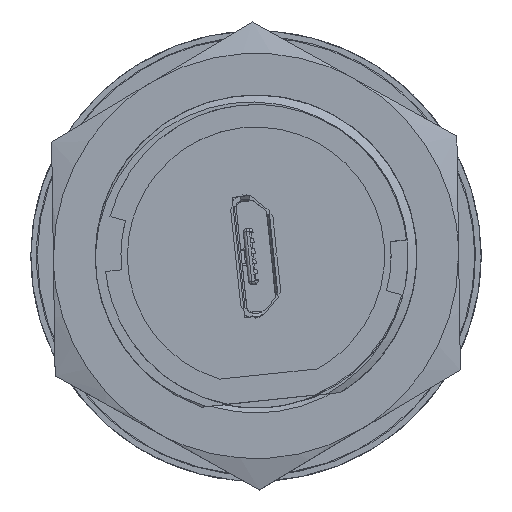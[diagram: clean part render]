
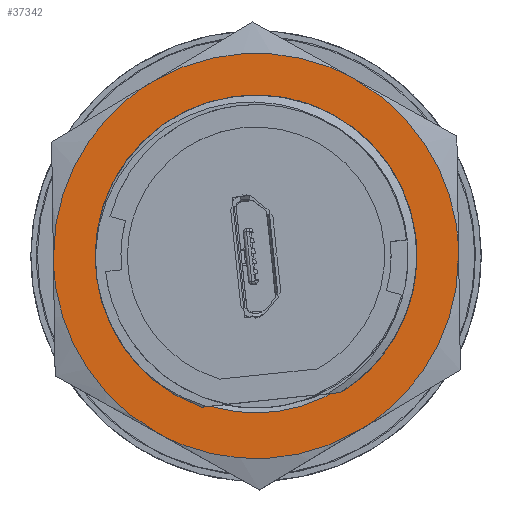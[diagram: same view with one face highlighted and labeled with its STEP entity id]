
A CAD part, top view. The second image highlights one B-rep face of the part: STEP entity #37342.
In plain terms, the highlighted free-form (B-spline) face has degree [1, 1] with [2, 2] control points.
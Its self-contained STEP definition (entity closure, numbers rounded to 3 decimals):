
#37007 = VERTEX_POINT('',#37008);
#37008 = CARTESIAN_POINT('',(-6.716,11.24,
    14.652));
#37057 = VERTEX_POINT('',#37058);
#37058 = CARTESIAN_POINT('',(6.376,11.436,
    14.652));
#37107 = VERTEX_POINT('',#37108);
#37108 = CARTESIAN_POINT('',(13.092,0.196,
    14.652));
#37157 = VERTEX_POINT('',#37158);
#37158 = CARTESIAN_POINT('',(6.716,-11.24,
    14.652));
#37207 = VERTEX_POINT('',#37208);
#37208 = CARTESIAN_POINT('',(-6.376,-11.436,
    14.652));
#37257 = VERTEX_POINT('',#37258);
#37258 = CARTESIAN_POINT('',(-13.092,-0.196,
    14.652));
#37342 = ADVANCED_FACE('',(#37343,#37357),#37395,.F.);
#37343 = FACE_BOUND('',#37344,.T.);
#37344 = EDGE_LOOP('',(#37345));
#37345 = ORIENTED_EDGE('',*,*,#37346,.T.);
#37346 = EDGE_CURVE('',#37347,#37347,#37349,.T.);
#37347 = VERTEX_POINT('',#37348);
#37348 = CARTESIAN_POINT('',(8.705,5.202,
    14.652));
#37349 = ( BOUNDED_CURVE() B_SPLINE_CURVE(2,(#37350,#37351,#37352,#37353
    ,#37354,#37355,#37356),.UNSPECIFIED.,.T.,.F.) 
B_SPLINE_CURVE_WITH_KNOTS((1,2,2,2,2,1),(-2.094,0.,
    2.094,4.189,6.283,8.378),
.UNSPECIFIED.) CURVE() GEOMETRIC_REPRESENTATION_ITEM() 
RATIONAL_B_SPLINE_CURVE((1.,0.5,1.,0.5,1.,0.5,1.)) REPRESENTATION_ITEM(
  '') );
#37350 = CARTESIAN_POINT('',(8.705,5.202,
    14.652));
#37351 = CARTESIAN_POINT('',(17.715,-9.876,
    14.652));
#37352 = CARTESIAN_POINT('',(0.152,-10.14,
    14.652));
#37353 = CARTESIAN_POINT('',(-17.41,-10.403,
    14.652));
#37354 = CARTESIAN_POINT('',(-8.857,4.938,
    14.652));
#37355 = CARTESIAN_POINT('',(-0.304,20.279,
    14.652));
#37356 = CARTESIAN_POINT('',(8.705,5.202,
    14.652));
#37357 = FACE_BOUND('',#37358,.T.);
#37358 = EDGE_LOOP('',(#37359,#37365,#37371,#37377,#37383,#37389));
#37359 = ORIENTED_EDGE('',*,*,#37360,.F.);
#37360 = EDGE_CURVE('',#37107,#37157,#37361,.T.);
#37361 = ( BOUNDED_CURVE() B_SPLINE_CURVE(2,(#37362,#37363,#37364),
.UNSPECIFIED.,.F.,.F.) B_SPLINE_CURVE_WITH_KNOTS((3,3),(0.,
1.047),.PIECEWISE_BEZIER_KNOTS.) CURVE() 
GEOMETRIC_REPRESENTATION_ITEM() RATIONAL_B_SPLINE_CURVE((1.,
0.866,1.)) REPRESENTATION_ITEM('') );
#37362 = CARTESIAN_POINT('',(13.092,0.196,
    14.652));
#37363 = CARTESIAN_POINT('',(13.206,-7.362,
    14.652));
#37364 = CARTESIAN_POINT('',(6.716,-11.24,
    14.652));
#37365 = ORIENTED_EDGE('',*,*,#37366,.F.);
#37366 = EDGE_CURVE('',#37057,#37107,#37367,.T.);
#37367 = ( BOUNDED_CURVE() B_SPLINE_CURVE(2,(#37368,#37369,#37370),
.UNSPECIFIED.,.F.,.F.) B_SPLINE_CURVE_WITH_KNOTS((3,3),(5.236,
6.283),.PIECEWISE_BEZIER_KNOTS.) CURVE() 
GEOMETRIC_REPRESENTATION_ITEM() RATIONAL_B_SPLINE_CURVE((1.,
0.866,1.)) REPRESENTATION_ITEM('') );
#37368 = CARTESIAN_POINT('',(6.376,11.436,
    14.652));
#37369 = CARTESIAN_POINT('',(12.979,7.755,
    14.652));
#37370 = CARTESIAN_POINT('',(13.092,0.196,
    14.652));
#37371 = ORIENTED_EDGE('',*,*,#37372,.F.);
#37372 = EDGE_CURVE('',#37007,#37057,#37373,.T.);
#37373 = ( BOUNDED_CURVE() B_SPLINE_CURVE(2,(#37374,#37375,#37376),
.UNSPECIFIED.,.F.,.F.) B_SPLINE_CURVE_WITH_KNOTS((3,3),(4.189,
5.236),.PIECEWISE_BEZIER_KNOTS.) CURVE() 
GEOMETRIC_REPRESENTATION_ITEM() RATIONAL_B_SPLINE_CURVE((1.,
0.866,1.)) REPRESENTATION_ITEM('') );
#37374 = CARTESIAN_POINT('',(-6.716,11.24,
    14.652));
#37375 = CARTESIAN_POINT('',(-0.227,15.118,
    14.652));
#37376 = CARTESIAN_POINT('',(6.376,11.436,
    14.652));
#37377 = ORIENTED_EDGE('',*,*,#37378,.F.);
#37378 = EDGE_CURVE('',#37257,#37007,#37379,.T.);
#37379 = ( BOUNDED_CURVE() B_SPLINE_CURVE(2,(#37380,#37381,#37382),
.UNSPECIFIED.,.F.,.F.) B_SPLINE_CURVE_WITH_KNOTS((3,3),(3.142,
4.189),.PIECEWISE_BEZIER_KNOTS.) CURVE() 
GEOMETRIC_REPRESENTATION_ITEM() RATIONAL_B_SPLINE_CURVE((1.,
0.866,1.)) REPRESENTATION_ITEM('') );
#37380 = CARTESIAN_POINT('',(-13.092,-0.196,
    14.652));
#37381 = CARTESIAN_POINT('',(-13.206,7.362,
    14.652));
#37382 = CARTESIAN_POINT('',(-6.716,11.24,
    14.652));
#37383 = ORIENTED_EDGE('',*,*,#37384,.F.);
#37384 = EDGE_CURVE('',#37207,#37257,#37385,.T.);
#37385 = ( BOUNDED_CURVE() B_SPLINE_CURVE(2,(#37386,#37387,#37388),
.UNSPECIFIED.,.F.,.F.) B_SPLINE_CURVE_WITH_KNOTS((3,3),(2.094,
3.142),.PIECEWISE_BEZIER_KNOTS.) CURVE() 
GEOMETRIC_REPRESENTATION_ITEM() RATIONAL_B_SPLINE_CURVE((1.,
0.866,1.)) REPRESENTATION_ITEM('') );
#37386 = CARTESIAN_POINT('',(-6.376,-11.436,
    14.652));
#37387 = CARTESIAN_POINT('',(-12.979,-7.755,
    14.652));
#37388 = CARTESIAN_POINT('',(-13.092,-0.196,
    14.652));
#37389 = ORIENTED_EDGE('',*,*,#37390,.F.);
#37390 = EDGE_CURVE('',#37157,#37207,#37391,.T.);
#37391 = ( BOUNDED_CURVE() B_SPLINE_CURVE(2,(#37392,#37393,#37394),
.UNSPECIFIED.,.F.,.F.) B_SPLINE_CURVE_WITH_KNOTS((3,3),(1.047,
2.094),.PIECEWISE_BEZIER_KNOTS.) CURVE() 
GEOMETRIC_REPRESENTATION_ITEM() RATIONAL_B_SPLINE_CURVE((1.,
0.866,1.)) REPRESENTATION_ITEM('') );
#37392 = CARTESIAN_POINT('',(6.716,-11.24,
    14.652));
#37393 = CARTESIAN_POINT('',(0.227,-15.118,
    14.652));
#37394 = CARTESIAN_POINT('',(-6.376,-11.436,
    14.652));
#37395 = B_SPLINE_SURFACE_WITH_KNOTS('',1,1,(
    (#37396,#37397)
    ,(#37398,#37399
  )),.UNSPECIFIED.,.F.,.F.,.F.,(2,2),(2,2),(-12.6,12.6),(-12.6,12.6),
  .PIECEWISE_BEZIER_KNOTS.);
#37396 = CARTESIAN_POINT('',(-13.289,12.896,
    14.652));
#37397 = CARTESIAN_POINT('',(-12.896,-13.289,
    14.652));
#37398 = CARTESIAN_POINT('',(12.896,13.289,
    14.652));
#37399 = CARTESIAN_POINT('',(13.289,-12.896,
    14.652));
